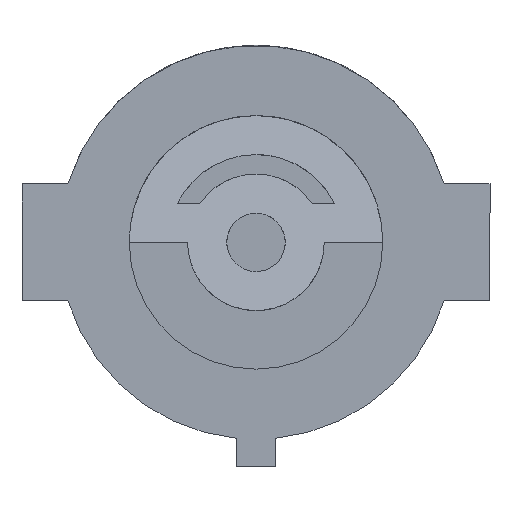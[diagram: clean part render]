
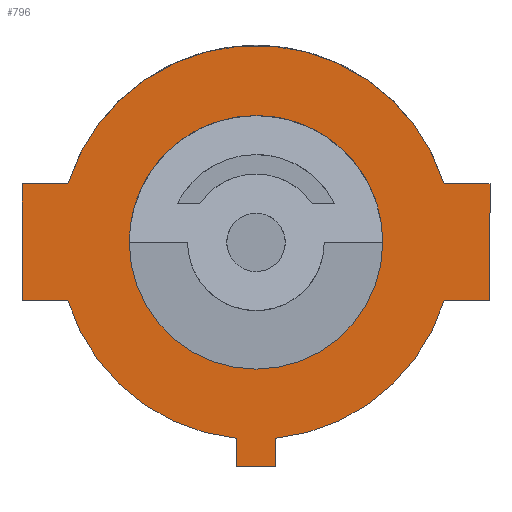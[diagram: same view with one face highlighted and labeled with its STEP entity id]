
A CAD part, front view. The second image highlights one B-rep face of the part: STEP entity #796.
In plain terms, the highlighted planar face has unit normal (0, -1, 0).
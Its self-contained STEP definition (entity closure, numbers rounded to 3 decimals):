
#101 = VERTEX_POINT ( 'NONE', #1289 ) ;
#119 = VERTEX_POINT ( 'NONE', #1307 ) ;
#120 = VERTEX_POINT ( 'NONE', #1296 ) ;
#124 = VERTEX_POINT ( 'NONE', #1293 ) ;
#125 = VERTEX_POINT ( 'NONE', #1291 ) ;
#126 = VERTEX_POINT ( 'NONE', #1290 ) ;
#128 = VERTEX_POINT ( 'NONE', #1286 ) ;
#137 = VERTEX_POINT ( 'NONE', #432 ) ;
#139 = VERTEX_POINT ( 'NONE', #390 ) ;
#140 = VERTEX_POINT ( 'NONE', #467 ) ;
#143 = VERTEX_POINT ( 'NONE', #419 ) ;
#144 = VERTEX_POINT ( 'NONE', #418 ) ;
#146 = VERTEX_POINT ( 'NONE', #487 ) ;
#156 = VERTEX_POINT ( 'NONE', #475 ) ;
#165 = VERTEX_POINT ( 'NONE', #466 ) ;
#228 = EDGE_LOOP ( 'NONE', ( #512, #502, #500, #534, #503, #508, #538, #536, #539, #537, #540, #544 ) ) ;
#235 = EDGE_LOOP ( 'NONE', ( #541, #543, #542 ) ) ;
#258 = FACE_OUTER_BOUND ( 'NONE', #228, .T. ) ;
#260 = FACE_BOUND ( 'NONE', #235, .T. ) ;
#291 = AXIS2_PLACEMENT_3D ( 'NONE', #439, #443, #433 ) ;
#298 = AXIS2_PLACEMENT_3D ( 'NONE', #1214, #1215, #1216 ) ;
#300 = AXIS2_PLACEMENT_3D ( 'NONE', #1203, #1204, #1205 ) ;
#302 = AXIS2_PLACEMENT_3D ( 'NONE', #1186, #1187, #1188 ) ;
#324 = AXIS2_PLACEMENT_3D ( 'NONE', #680, #681, #682 ) ;
#326 = AXIS2_PLACEMENT_3D ( 'NONE', #674, #675, #676 ) ;
#327 = AXIS2_PLACEMENT_3D ( 'NONE', #670, #671, #672 ) ;
#390 = CARTESIAN_POINT ( 'NONE',  ( 6., 0., -1.5 ) ) ;
#418 = CARTESIAN_POINT ( 'NONE',  ( -6., 0., -1.5 ) ) ;
#419 = CARTESIAN_POINT ( 'NONE',  ( 0.5, 0., -5.75 ) ) ;
#432 = CARTESIAN_POINT ( 'NONE',  ( -4.822, 0., 1.5 ) ) ;
#433 = DIRECTION ( 'NONE',  ( 0., 0., 1. ) ) ;
#436 = PLANE ( 'NONE',  #291 ) ;
#439 = CARTESIAN_POINT ( 'NONE',  ( 0., 0., 0. ) ) ;
#443 = DIRECTION ( 'NONE',  ( 0., 1., 0. ) ) ;
#466 = CARTESIAN_POINT ( 'NONE',  ( 4.822, 0., 1.5 ) ) ;
#467 = CARTESIAN_POINT ( 'NONE',  ( -4.822, 0., -1.5 ) ) ;
#475 = CARTESIAN_POINT ( 'NONE',  ( -3.25, 0., 0. ) ) ;
#487 = CARTESIAN_POINT ( 'NONE',  ( 6., 0., 1.5 ) ) ;
#500 = ORIENTED_EDGE ( 'NONE', *, *, #943, .F. ) ;
#502 = ORIENTED_EDGE ( 'NONE', *, *, #942, .F. ) ;
#503 = ORIENTED_EDGE ( 'NONE', *, *, #938, .T. ) ;
#508 = ORIENTED_EDGE ( 'NONE', *, *, #934, .F. ) ;
#512 = ORIENTED_EDGE ( 'NONE', *, *, #941, .F. ) ;
#534 = ORIENTED_EDGE ( 'NONE', *, *, #944, .F. ) ;
#536 = ORIENTED_EDGE ( 'NONE', *, *, #932, .F. ) ;
#537 = ORIENTED_EDGE ( 'NONE', *, *, #946, .F. ) ;
#538 = ORIENTED_EDGE ( 'NONE', *, *, #933, .T. ) ;
#539 = ORIENTED_EDGE ( 'NONE', *, *, #937, .F. ) ;
#540 = ORIENTED_EDGE ( 'NONE', *, *, #940, .T. ) ;
#541 = ORIENTED_EDGE ( 'NONE', *, *, #885, .F. ) ;
#542 = ORIENTED_EDGE ( 'NONE', *, *, #881, .T. ) ;
#543 = ORIENTED_EDGE ( 'NONE', *, *, #883, .T. ) ;
#544 = ORIENTED_EDGE ( 'NONE', *, *, #930, .T. ) ;
#670 = CARTESIAN_POINT ( 'NONE',  ( 0., 0., 0. ) ) ;
#671 = DIRECTION ( 'NONE',  ( 0., 1., 0. ) ) ;
#672 = DIRECTION ( 'NONE',  ( 0., 0., -1. ) ) ;
#674 = CARTESIAN_POINT ( 'NONE',  ( 0., 0., 0. ) ) ;
#675 = DIRECTION ( 'NONE',  ( 0., 1., 0. ) ) ;
#676 = DIRECTION ( 'NONE',  ( 0., 0., -1. ) ) ;
#680 = CARTESIAN_POINT ( 'NONE',  ( 0., 0., 0. ) ) ;
#681 = DIRECTION ( 'NONE',  ( 0., -1., 0. ) ) ;
#682 = DIRECTION ( 'NONE',  ( 0., 0., 1. ) ) ;
#796 = ADVANCED_FACE ( 'NONE', ( #258, #260 ), #436, .F. ) ;
#881 = EDGE_CURVE ( 'NONE', #126, #128, #1036, .T. ) ;
#883 = EDGE_CURVE ( 'NONE', #156, #126, #1040, .T. ) ;
#885 = EDGE_CURVE ( 'NONE', #156, #128, #1039, .T. ) ;
#930 = EDGE_CURVE ( 'NONE', #139, #146, #1101, .T. ) ;
#932 = EDGE_CURVE ( 'NONE', #143, #120, #1105, .T. ) ;
#933 = EDGE_CURVE ( 'NONE', #124, #120, #1107, .T. ) ;
#934 = EDGE_CURVE ( 'NONE', #124, #140, #1109, .T. ) ;
#937 = EDGE_CURVE ( 'NONE', #101, #143, #1114, .T. ) ;
#938 = EDGE_CURVE ( 'NONE', #144, #140, #1116, .T. ) ;
#940 = EDGE_CURVE ( 'NONE', #119, #139, #1120, .T. ) ;
#941 = EDGE_CURVE ( 'NONE', #165, #146, #1121, .T. ) ;
#942 = EDGE_CURVE ( 'NONE', #137, #165, #1123, .T. ) ;
#943 = EDGE_CURVE ( 'NONE', #125, #137, #1125, .T. ) ;
#944 = EDGE_CURVE ( 'NONE', #144, #125, #1111, .T. ) ;
#946 = EDGE_CURVE ( 'NONE', #119, #101, #1130, .T. ) ;
#1036 = CIRCLE ( 'NONE', #327, 3.25 ) ;
#1039 = CIRCLE ( 'NONE', #324, 3.25 ) ;
#1040 = CIRCLE ( 'NONE', #326, 3.25 ) ;
#1101 = LINE ( 'NONE', #1175, #1104 ) ;
#1104 = VECTOR ( 'NONE', #1177, 1000. ) ;
#1105 = LINE ( 'NONE', #1179, #1108 ) ;
#1107 = LINE ( 'NONE', #1181, #1110 ) ;
#1108 = VECTOR ( 'NONE', #1180, 1000. ) ;
#1109 = CIRCLE ( 'NONE', #302, 5.05 ) ;
#1110 = VECTOR ( 'NONE', #1182, 1000. ) ;
#1111 = LINE ( 'NONE', #1202, #1129 ) ;
#1114 = LINE ( 'NONE', #1191, #1117 ) ;
#1116 = LINE ( 'NONE', #1193, #1119 ) ;
#1117 = VECTOR ( 'NONE', #1192, 1000. ) ;
#1119 = VECTOR ( 'NONE', #1194, 1000. ) ;
#1120 = LINE ( 'NONE', #1184, #1122 ) ;
#1121 = LINE ( 'NONE', #1200, #1124 ) ;
#1122 = VECTOR ( 'NONE', #1183, 1000. ) ;
#1123 = CIRCLE ( 'NONE', #300, 5.05 ) ;
#1124 = VECTOR ( 'NONE', #1201, 1000. ) ;
#1125 = LINE ( 'NONE', #1195, #1127 ) ;
#1127 = VECTOR ( 'NONE', #1196, 1000. ) ;
#1129 = VECTOR ( 'NONE', #1206, 1000. ) ;
#1130 = CIRCLE ( 'NONE', #298, 5.05 ) ;
#1175 = CARTESIAN_POINT ( 'NONE',  ( 6., 0., 0. ) ) ;
#1177 = DIRECTION ( 'NONE',  ( 0., 0., 1. ) ) ;
#1179 = CARTESIAN_POINT ( 'NONE',  ( 0., 0., -5.75 ) ) ;
#1180 = DIRECTION ( 'NONE',  ( -1., 0., 0. ) ) ;
#1181 = CARTESIAN_POINT ( 'NONE',  ( -0.5, 0., 0. ) ) ;
#1182 = DIRECTION ( 'NONE',  ( 0., 0., -1. ) ) ;
#1183 = DIRECTION ( 'NONE',  ( 1., 0., 0. ) ) ;
#1184 = CARTESIAN_POINT ( 'NONE',  ( 0., 0., -1.5 ) ) ;
#1186 = CARTESIAN_POINT ( 'NONE',  ( 0., 0., 0. ) ) ;
#1187 = DIRECTION ( 'NONE',  ( 0., 1., 0. ) ) ;
#1188 = DIRECTION ( 'NONE',  ( 0., 0., 1. ) ) ;
#1191 = CARTESIAN_POINT ( 'NONE',  ( 0.5, 0., 0. ) ) ;
#1192 = DIRECTION ( 'NONE',  ( 0., 0., -1. ) ) ;
#1193 = CARTESIAN_POINT ( 'NONE',  ( 0., 0., -1.5 ) ) ;
#1194 = DIRECTION ( 'NONE',  ( 1., 0., 0. ) ) ;
#1195 = CARTESIAN_POINT ( 'NONE',  ( 0., 0., 1.5 ) ) ;
#1196 = DIRECTION ( 'NONE',  ( 1., 0., 0. ) ) ;
#1200 = CARTESIAN_POINT ( 'NONE',  ( 0., 0., 1.5 ) ) ;
#1201 = DIRECTION ( 'NONE',  ( 1., 0., 0. ) ) ;
#1202 = CARTESIAN_POINT ( 'NONE',  ( -6., 0., 0. ) ) ;
#1203 = CARTESIAN_POINT ( 'NONE',  ( 0., 0., 0. ) ) ;
#1204 = DIRECTION ( 'NONE',  ( 0., 1., 0. ) ) ;
#1205 = DIRECTION ( 'NONE',  ( 0., 0., 1. ) ) ;
#1206 = DIRECTION ( 'NONE',  ( 0., 0., 1. ) ) ;
#1214 = CARTESIAN_POINT ( 'NONE',  ( 0., 0., 0. ) ) ;
#1215 = DIRECTION ( 'NONE',  ( 0., 1., 0. ) ) ;
#1216 = DIRECTION ( 'NONE',  ( 0., 0., 1. ) ) ;
#1286 = CARTESIAN_POINT ( 'NONE',  ( 3.25, 0., 0. ) ) ;
#1289 = CARTESIAN_POINT ( 'NONE',  ( 0.5, 0., -5.025 ) ) ;
#1290 = CARTESIAN_POINT ( 'NONE',  ( 0., 0., 3.25 ) ) ;
#1291 = CARTESIAN_POINT ( 'NONE',  ( -6., 0., 1.5 ) ) ;
#1293 = CARTESIAN_POINT ( 'NONE',  ( -0.5, 0., -5.025 ) ) ;
#1296 = CARTESIAN_POINT ( 'NONE',  ( -0.5, 0., -5.75 ) ) ;
#1307 = CARTESIAN_POINT ( 'NONE',  ( 4.822, 0., -1.5 ) ) ;
